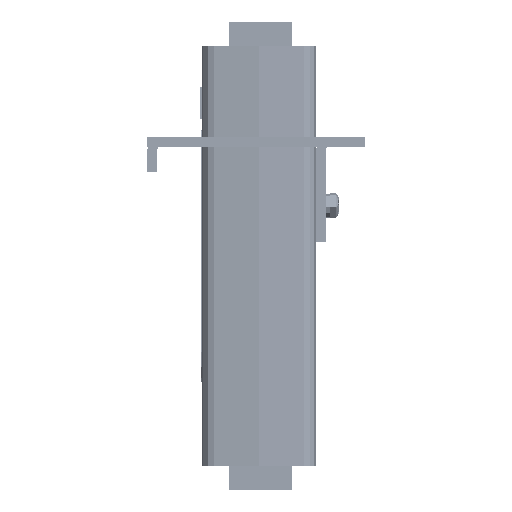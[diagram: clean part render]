
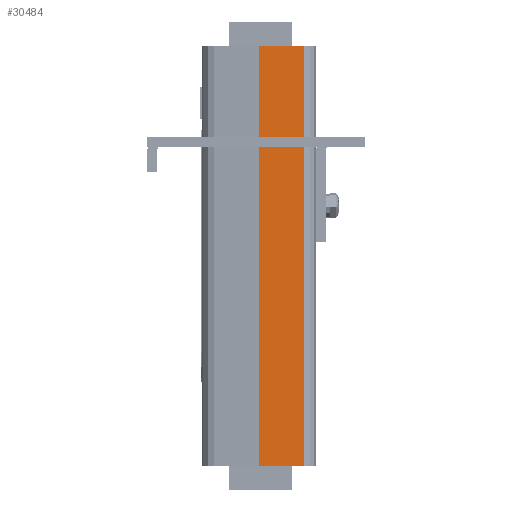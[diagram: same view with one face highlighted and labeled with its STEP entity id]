
A CAD part, left-side view. The second image highlights one B-rep face of the part: STEP entity #30484.
In plain terms, the highlighted face is planar.
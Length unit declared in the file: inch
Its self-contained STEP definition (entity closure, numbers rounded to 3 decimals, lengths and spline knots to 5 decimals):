
#166 = CARTESIAN_POINT ( 'NONE',  ( 0.46386, 0.35895, -1.667 ) ) ;
#2303 = EDGE_LOOP ( 'NONE', ( #24557, #10072, #13252, #57058 ) ) ;
#5716 = CARTESIAN_POINT ( 'NONE',  ( 0.48525, 0., 0. ) ) ;
#8705 = LINE ( 'NONE', #166, #53128 ) ;
#9902 = CARTESIAN_POINT ( 'NONE',  ( 0.46386, 0.35895, 1.667 ) ) ;
#10072 = ORIENTED_EDGE ( 'NONE', *, *, #27904, .F. ) ;
#12586 = CARTESIAN_POINT ( 'NONE',  ( 0.48525, 0., 1.667 ) ) ;
#12826 = LINE ( 'NONE', #35209, #65672 ) ;
#13252 = ORIENTED_EDGE ( 'NONE', *, *, #28162, .T. ) ;
#13607 = DIRECTION ( 'NONE',  ( 0., 0., -1. ) ) ;
#15217 = LINE ( 'NONE', #5716, #33081 ) ;
#16820 = CARTESIAN_POINT ( 'NONE',  ( 0.46386, 0.35895, -1.667 ) ) ;
#19540 = VERTEX_POINT ( 'NONE', #12586 ) ;
#23381 = DIRECTION ( 'NONE',  ( -0.059, 0.998, 0. ) ) ;
#23779 = LINE ( 'NONE', #54409, #61309 ) ;
#24557 = ORIENTED_EDGE ( 'NONE', *, *, #26376, .F. ) ;
#26376 = EDGE_CURVE ( 'NONE', #32720, #45718, #12826, .T. ) ;
#27904 = EDGE_CURVE ( 'NONE', #19540, #32720, #23779, .T. ) ;
#28162 = EDGE_CURVE ( 'NONE', #19540, #70313, #15217, .T. ) ;
#30484 = ADVANCED_FACE ( 'NONE', ( #60779 ), #36568, .F. ) ;
#31095 = DIRECTION ( 'NONE',  ( 0.059, -0.998, 0. ) ) ;
#32720 = VERTEX_POINT ( 'NONE', #9902 ) ;
#33081 = VECTOR ( 'NONE', #48621, 39.37008 ) ;
#33104 = EDGE_CURVE ( 'NONE', #70313, #45718, #8705, .T. ) ;
#35209 = CARTESIAN_POINT ( 'NONE',  ( 0.46386, 0.35895, 0. ) ) ;
#36568 = PLANE ( 'NONE',  #43029 ) ;
#37016 = DIRECTION ( 'NONE',  ( -0.998, -0.059, 0. ) ) ;
#43029 = AXIS2_PLACEMENT_3D ( 'NONE', #69720, #37016, #31095 ) ;
#45718 = VERTEX_POINT ( 'NONE', #16820 ) ;
#48621 = DIRECTION ( 'NONE',  ( 0., 0., -1. ) ) ;
#53128 = VECTOR ( 'NONE', #65639, 39.37008 ) ;
#54409 = CARTESIAN_POINT ( 'NONE',  ( 0.47455, 0.17947, 1.667 ) ) ;
#57058 = ORIENTED_EDGE ( 'NONE', *, *, #33104, .T. ) ;
#60779 = FACE_OUTER_BOUND ( 'NONE', #2303, .T. ) ;
#61309 = VECTOR ( 'NONE', #23381, 39.37008 ) ;
#65639 = DIRECTION ( 'NONE',  ( -0.059, 0.998, 0. ) ) ;
#65672 = VECTOR ( 'NONE', #13607, 39.37008 ) ;
#66587 = CARTESIAN_POINT ( 'NONE',  ( 0.48525, 0., -1.667 ) ) ;
#69720 = CARTESIAN_POINT ( 'NONE',  ( 0.46386, 0.35895, -1.667 ) ) ;
#70313 = VERTEX_POINT ( 'NONE', #66587 ) ;
